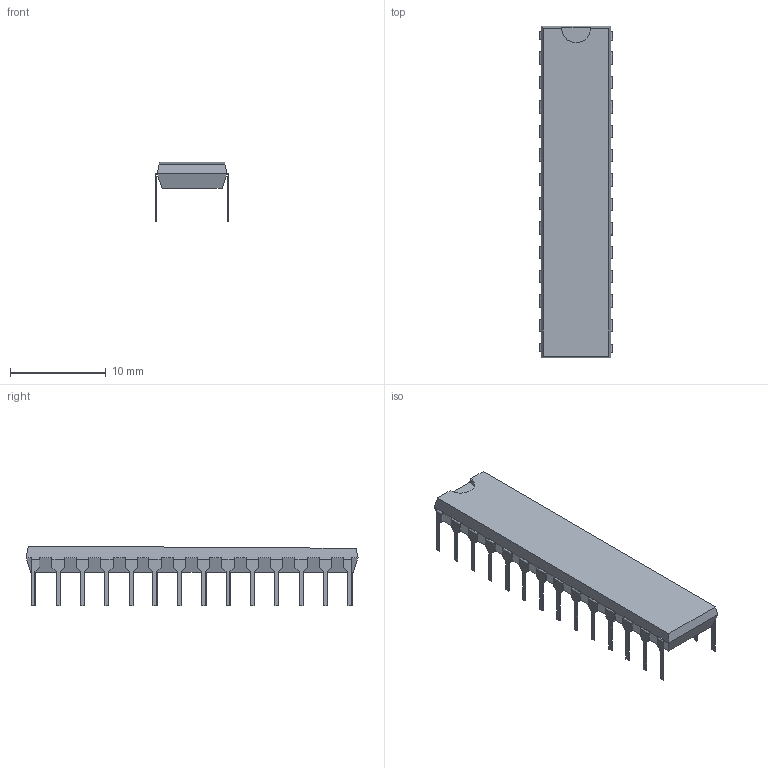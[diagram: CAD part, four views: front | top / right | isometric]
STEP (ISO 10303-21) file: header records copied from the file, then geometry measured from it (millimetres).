
FILE_DESCRIPTION(/* description */ (''),/* implementation_level */ '2;1');
FILE_NAME(/* name */ 'DIP28.step',/* time_stamp */ '2020-04-21T22:22:37+03:00',/* author */ ('vlad.lapshuda'),/* organization */ (''),/* preprocessor_version */ 'ST-DEVELOPER v17.2',/* originating_system */ 'Autodesk Translation Framework v7.6.0.251',/* authorisation */ '');
FILE_SCHEMA (('AUTOMOTIVE_DESIGN { 1 0 10303 214 3 1 1 }'));
Length unit declared in the file: millimetre
Products named in the file (1): DIP28
Bounding box: 7.61 x 34.6 x 6.24 mm (x, y, z)
Volume: 623.4 mm3; surface area: 878.4 mm2
Topology: 29 solids, 29 shells, 398 faces, 1016 edges, 676 vertices
Faces by surface type: plane 341, cylinder 57
Entity records: 11903 total; most frequent: CARTESIAN_POINT 2091, ORIENTED_EDGE 2032, DIRECTION 1930, EDGE_CURVE 1016, LINE 900, VECTOR 900, VERTEX_POINT 676, AXIS2_PLACEMENT_3D 515
